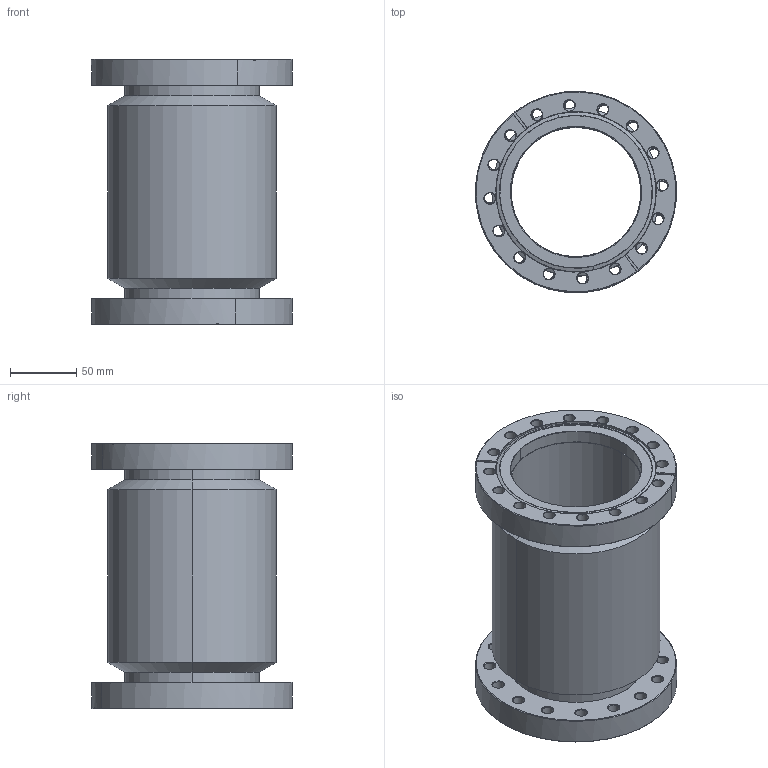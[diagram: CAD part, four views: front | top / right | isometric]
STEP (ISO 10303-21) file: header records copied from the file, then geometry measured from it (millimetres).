
FILE_DESCRIPTION (( 'STEP AP214' ), '1' );
FILE_NAME ('Hositrad_FLX100-200.STEP', '2017-05-24T12:30:44', ( 'Gebruiker' ), ( '' ), 'SwSTEP 2.0', 'SolidWorks 2017', '' );
FILE_SCHEMA (( 'AUTOMOTIVE_DESIGN' ));
Length unit declared in the file: millimetre
Products named in the file (6): NW100CF-weld_CF100-102; NW100CF-R-Weld; NW100CF-R-InnerWeld_CF100-102; NW100CF-R-Outerring_CF100-108; CF-Hydraulically-Formed-Flexible-Coupling-All-to 500_FLX100-200; Hositrad_FLX100-200
Assembly tree (5 placements, depth 3):
  Hositrad_FLX100-200
    CF-Hydraulically-Formed-Flexible-Coupling-All-to 500_FLX100-200
    NW100CF-R-Weld
      NW100CF-R-Outerring_CF100-108
      NW100CF-R-InnerWeld_CF100-102
    NW100CF-weld_CF100-102
Bounding box: 151.54 x 151.43 x 200 mm (x, y, z)
Volume: 1090221 mm3; surface area: 228394.5 mm2
Topology: 4 solids, 4 shells, 285 faces, 660 edges, 385 vertices
Faces by surface type: cone 167, cylinder 92, plane 26
Entity records: 9163 total; most frequent: DIRECTION 1599, CARTESIAN_POINT 1375, ORIENTED_EDGE 1320, EDGE_CURVE 660, AXIS2_PLACEMENT_3D 657, VERTEX_POINT 385, CIRCLE 363, EDGE_LOOP 359
